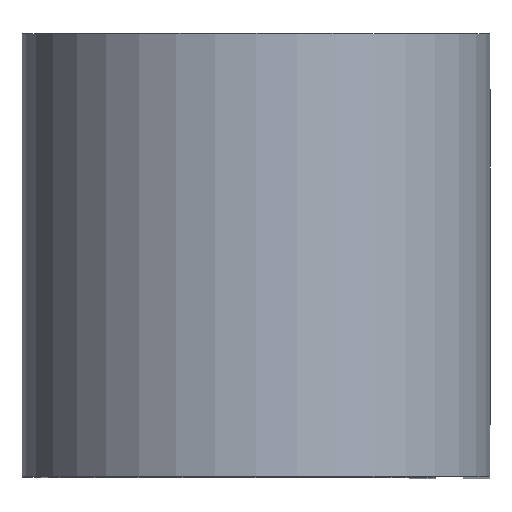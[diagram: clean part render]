
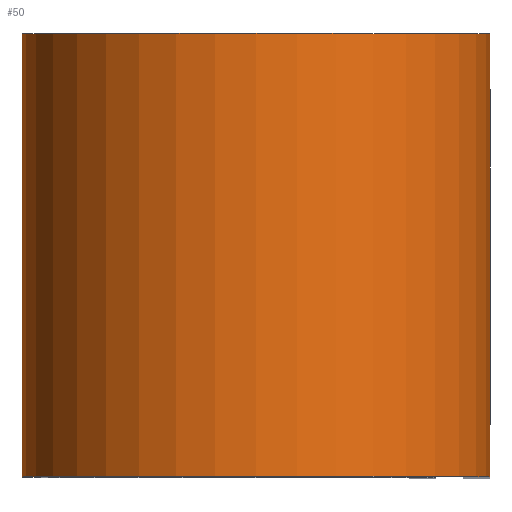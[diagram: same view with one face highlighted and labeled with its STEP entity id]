
A CAD part, top view. The second image highlights one B-rep face of the part: STEP entity #50.
In plain terms, the highlighted cylindrical face has radius 13.424 mm (diameter 26.848 mm), a partial arc.
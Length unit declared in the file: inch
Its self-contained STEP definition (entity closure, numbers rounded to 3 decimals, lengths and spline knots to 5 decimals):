
#18 = CARTESIAN_POINT ( 'NONE',  ( -0.5285, 0.5, 0.937 ) ) ;
#26 = CARTESIAN_POINT ( 'NONE',  ( 0.5285, -0.5, 0.937 ) ) ;
#46 = LINE ( 'NONE', #179, #438 ) ;
#50 = ADVANCED_FACE ( 'NONE', ( #762 ), #739, .T. ) ;
#53 = EDGE_CURVE ( 'NONE', #794, #826, #236, .T. ) ;
#74 = VERTEX_POINT ( 'NONE', #681 ) ;
#90 = DIRECTION ( 'NONE',  ( 0., -1., 0. ) ) ;
#93 = DIRECTION ( 'NONE',  ( 0., -1., 0. ) ) ;
#110 = DIRECTION ( 'NONE',  ( 0., 0., -1. ) ) ;
#157 = DIRECTION ( 'NONE',  ( 1., 0., 0. ) ) ;
#171 = ORIENTED_EDGE ( 'NONE', *, *, #822, .T. ) ;
#179 = CARTESIAN_POINT ( 'NONE',  ( 0.5285, 0.5, 0.937 ) ) ;
#186 = DIRECTION ( 'NONE',  ( 0., 1., 0. ) ) ;
#207 = CARTESIAN_POINT ( 'NONE',  ( -0.5285, 0.5, 0.937 ) ) ;
#229 = CARTESIAN_POINT ( 'NONE',  ( 0., 0.5, 0.937 ) ) ;
#234 = CIRCLE ( 'NONE', #620, 0.5285 ) ;
#236 = CIRCLE ( 'NONE', #394, 0.5285 ) ;
#251 = CARTESIAN_POINT ( 'NONE',  ( -0.5285, -0.5, 0.937 ) ) ;
#259 = VERTEX_POINT ( 'NONE', #207 ) ;
#304 = DIRECTION ( 'NONE',  ( 1., 0., 0. ) ) ;
#348 = EDGE_LOOP ( 'NONE', ( #643, #718, #657, #171 ) ) ;
#394 = AXIS2_PLACEMENT_3D ( 'NONE', #661, #186, #157 ) ;
#397 = DIRECTION ( 'NONE',  ( 0., -1., 0. ) ) ;
#436 = AXIS2_PLACEMENT_3D ( 'NONE', #496, #397, #110 ) ;
#438 = VECTOR ( 'NONE', #93, 39.37008 ) ;
#496 = CARTESIAN_POINT ( 'NONE',  ( 0., 0.5, 0.937 ) ) ;
#620 = AXIS2_PLACEMENT_3D ( 'NONE', #229, #697, #304 ) ;
#627 = LINE ( 'NONE', #18, #763 ) ;
#643 = ORIENTED_EDGE ( 'NONE', *, *, #53, .T. ) ;
#657 = ORIENTED_EDGE ( 'NONE', *, *, #667, .F. ) ;
#661 = CARTESIAN_POINT ( 'NONE',  ( 0., -0.5, 0.937 ) ) ;
#667 = EDGE_CURVE ( 'NONE', #259, #74, #234, .T. ) ;
#681 = CARTESIAN_POINT ( 'NONE',  ( 0.5285, 0.5, 0.937 ) ) ;
#697 = DIRECTION ( 'NONE',  ( 0., 1., 0. ) ) ;
#718 = ORIENTED_EDGE ( 'NONE', *, *, #847, .F. ) ;
#739 = CYLINDRICAL_SURFACE ( 'NONE', #436, 0.5285 ) ;
#762 = FACE_OUTER_BOUND ( 'NONE', #348, .T. ) ;
#763 = VECTOR ( 'NONE', #90, 39.37008 ) ;
#794 = VERTEX_POINT ( 'NONE', #251 ) ;
#822 = EDGE_CURVE ( 'NONE', #259, #794, #627, .T. ) ;
#826 = VERTEX_POINT ( 'NONE', #26 ) ;
#847 = EDGE_CURVE ( 'NONE', #74, #826, #46, .T. ) ;
